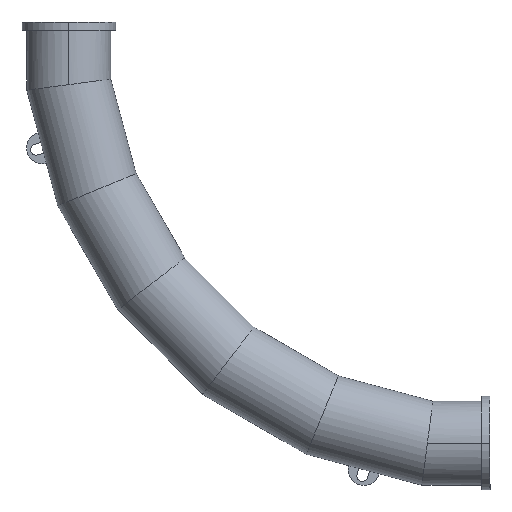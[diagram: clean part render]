
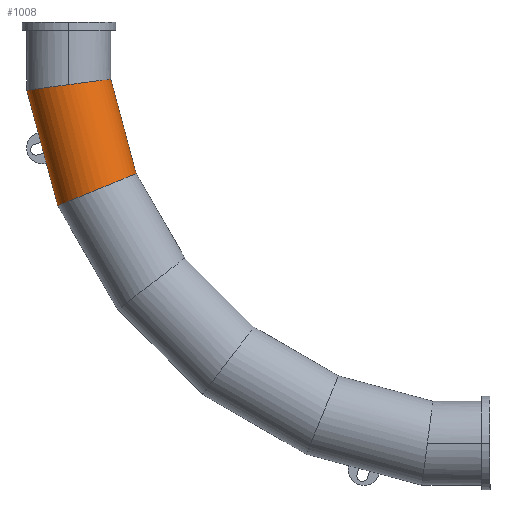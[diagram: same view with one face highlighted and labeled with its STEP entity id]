
A CAD part, left-side view. The second image highlights one B-rep face of the part: STEP entity #1008.
In plain terms, the highlighted cylindrical face has radius 152.5 mm (diameter 305 mm), a partial arc.
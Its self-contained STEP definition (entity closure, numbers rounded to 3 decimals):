
#59 = CARTESIAN_POINT ( 'NONE',  ( -5., 81.231, -483.218 ) ) ;
#120 = CARTESIAN_POINT ( 'NONE',  ( 0., 111.075, -372.158 ) ) ;
#121 = EDGE_CURVE ( 'Defeatured_0_18+Defeatured_0_14+Defeatured_0_19+Defeatured_0_16', #859, #145, #1150, .T. ) ;
#127 = CARTESIAN_POINT ( 'NONE',  ( 0., 147.304, -236.949 ) ) ;
#145 = VERTEX_POINT ( 'NONE', #2709 ) ;
#164 = CARTESIAN_POINT ( 'NONE',  ( 0., -147.304, -158.009 ) ) ;
#182 = CARTESIAN_POINT ( 'NONE',  ( 0., -244.33, -520.116 ) ) ;
#217 = AXIS2_PLACEMENT_3D ( 'NONE', #225, #488, #967 ) ;
#225 = CARTESIAN_POINT ( 'NONE',  ( 0., -45.935, -368.91 ) ) ;
#292 = CARTESIAN_POINT ( 'NONE',  ( -152.5, 0., -197.479 ) ) ;
#324 = DIRECTION ( 'NONE',  ( 0., -0.259, -0.966 ) ) ;
#343 = CARTESIAN_POINT ( 'NONE',  ( -5., 101.29, -408.359 ) ) ;
#394 = CIRCLE ( 'NONE', #217, 152.5 ) ;
#408 = CYLINDRICAL_SURFACE ( 'NONE', #1074, 152.5 ) ;
#433 = VERTEX_POINT ( 'NONE', #653 ) ;
#452 = ORIENTED_EDGE ( 'NONE', *, *, #2015, .F. ) ;
#468 =( BOUNDED_CURVE ( )  B_SPLINE_CURVE ( 3, ( #2216, #1964, #1514, #758 ),
 .UNSPECIFIED., .F., .T. ) 
 B_SPLINE_CURVE_WITH_KNOTS ( ( 4, 4 ),
 ( 1.571, 3.142 ),
 .UNSPECIFIED. ) 
 CURVE ( )  GEOMETRIC_REPRESENTATION_ITEM ( )  RATIONAL_B_SPLINE_CURVE ( ( 1., 0.805, 0.805, 1. ) ) 
 REPRESENTATION_ITEM ( '' )  );
#488 = DIRECTION ( 'NONE',  ( 0., 0.259, 0.966 ) ) ;
#550 = LINE ( 'NONE', #2843, #2593 ) ;
#552 = ORIENTED_EDGE ( 'NONE', *, *, #1544, .F. ) ;
#576 = LINE ( 'NONE', #164, #2098 ) ;
#586 = EDGE_CURVE ( 'Defeatured_0_14+Defeatured_0_13+Defeatured_0_13+Defeatured_0_13', #433, #1584, #468, .T. ) ;
#599 =( BOUNDED_CURVE ( )  B_SPLINE_CURVE ( 3, ( #2073, #2228, #2276, #1156 ),
 .UNSPECIFIED., .F., .T. ) 
 B_SPLINE_CURVE_WITH_KNOTS ( ( 4, 4 ),
 ( 3.142, 6.283 ),
 .UNSPECIFIED. ) 
 CURVE ( )  GEOMETRIC_REPRESENTATION_ITEM ( )  RATIONAL_B_SPLINE_CURVE ( ( 1., 0.333, 0.333, 1. ) ) 
 REPRESENTATION_ITEM ( '' )  );
#653 = CARTESIAN_POINT ( 'NONE',  ( -152.5, 0., -197.479 ) ) ;
#656 = EDGE_CURVE ( 'Defeatured_0_16+Defeatured_0_14+Defeatured_0_17+Defeatured_0_18', #2499, #960, #2366, .T. ) ;
#746 = CARTESIAN_POINT ( 'NONE',  ( 0., 111.075, -372.158 ) ) ;
#758 = CARTESIAN_POINT ( 'NONE',  ( 0., 152.5, -217.556 ) ) ;
#786 = CARTESIAN_POINT ( 'NONE',  ( -89.332, -152.5, -177.402 ) ) ;
#788 = ORIENTED_EDGE ( 'NONE', *, *, #2238, .F. ) ;
#791 = ORIENTED_EDGE ( 'NONE', *, *, #1481, .T. ) ;
#840 = LINE ( 'NONE', #2418, #2325 ) ;
#859 = VERTEX_POINT ( 'NONE', #343 ) ;
#869 = DIRECTION ( 'NONE',  ( 0., -0.259, -0.966 ) ) ;
#908 = EDGE_CURVE ( 'Defeatured_0_16+Defeatured_0_14+Defeatured_0_18+Defeatured_0_17', #145, #1196, #1870, .T. ) ;
#960 = VERTEX_POINT ( 'NONE', #2838 ) ;
#967 = DIRECTION ( 'NONE',  ( 0., -0.966, 0.259 ) ) ;
#1000 = CARTESIAN_POINT ( 'NONE',  ( -3.333, 81.284, -483.232 ) ) ;
#1008 = ADVANCED_FACE ( 'Defeatured_0_14', ( #2568 ), #408, .T. ) ;
#1012 = CARTESIAN_POINT ( 'NONE',  ( 0., 147.304, -236.949 ) ) ;
#1074 = AXIS2_PLACEMENT_3D ( 'NONE', #2430, #2220, #1256 ) ;
#1150 = LINE ( 'NONE', #2913, #1601 ) ;
#1156 = CARTESIAN_POINT ( 'NONE',  ( 0., 39.885, -637.841 ) ) ;
#1167 = CARTESIAN_POINT ( 'NONE',  ( 0., -152.5, -177.402 ) ) ;
#1196 = VERTEX_POINT ( 'NONE', #746 ) ;
#1256 = DIRECTION ( 'NONE',  ( 0., -0.966, 0.259 ) ) ;
#1304 = DIRECTION ( 'NONE',  ( 0., 0.259, 0.966 ) ) ;
#1332 =( BOUNDED_CURVE ( )  B_SPLINE_CURVE ( 3, ( #1989, #786, #2683, #292 ),
 .UNSPECIFIED., .F., .T. ) 
 B_SPLINE_CURVE_WITH_KNOTS ( ( 4, 4 ),
 ( 0., 1.571 ),
 .UNSPECIFIED. ) 
 CURVE ( )  GEOMETRIC_REPRESENTATION_ITEM ( )  RATIONAL_B_SPLINE_CURVE ( ( 1., 0.805, 0.805, 1. ) ) 
 REPRESENTATION_ITEM ( '' )  );
#1345 = CARTESIAN_POINT ( 'NONE',  ( -1.667, 111.075, -372.158 ) ) ;
#1480 = VERTEX_POINT ( 'NONE', #2059 ) ;
#1481 = EDGE_CURVE ( 'NONE', #2062, #1480, #2519, .T. ) ;
#1514 = CARTESIAN_POINT ( 'NONE',  ( -89.332, 152.5, -217.556 ) ) ;
#1544 = EDGE_CURVE ( 'Defeatured_0_21+Defeatured_0_14+Defeatured_0_18+Defeatured_0_17', #3072, #1480, #2006, .T. ) ;
#1579 = EDGE_CURVE ( 'NONE', #3007, #2017, #576, .T. ) ;
#1580 = CARTESIAN_POINT ( 'NONE',  ( 0., 39.885, -637.841 ) ) ;
#1584 = VERTEX_POINT ( 'NONE', #1850 ) ;
#1586 = DIRECTION ( 'NONE',  ( 0., -0.259, -0.966 ) ) ;
#1601 = VECTOR ( 'NONE', #1304, 1000. ) ;
#1611 = ORIENTED_EDGE ( 'NONE', *, *, #656, .F. ) ;
#1636 = ORIENTED_EDGE ( 'NONE', *, *, #121, .F. ) ;
#1835 = CARTESIAN_POINT ( 'NONE',  ( 0., -56.288, -407.547 ) ) ;
#1850 = CARTESIAN_POINT ( 'NONE',  ( 0., 152.5, -217.556 ) ) ;
#1870 = B_SPLINE_CURVE_WITH_KNOTS ( 'NONE', 3,
 ( #2277, #2511, #1345, #120 ),
 .UNSPECIFIED., .F., .F.,
 ( 4, 4 ),
 ( 0., 0.005 ),
 .UNSPECIFIED. ) ;
#1887 = ORIENTED_EDGE ( 'NONE', *, *, #2764, .F. ) ;
#1964 = CARTESIAN_POINT ( 'NONE',  ( -152.5, 89.332, -209.24 ) ) ;
#1989 = CARTESIAN_POINT ( 'NONE',  ( 0., -152.5, -177.402 ) ) ;
#2006 = CIRCLE ( 'NONE', #2738, 152.5 ) ;
#2015 = EDGE_CURVE ( 'Defeatured_0_18+Defeatured_0_14+Defeatured_0_16+Defeatured_0_21', #960, #3072, #550, .T. ) ;
#2017 = VERTEX_POINT ( 'NONE', #182 ) ;
#2050 = ORIENTED_EDGE ( 'NONE', *, *, #2706, .T. ) ;
#2059 = CARTESIAN_POINT ( 'NONE',  ( 0., 91.016, -447.017 ) ) ;
#2060 = VECTOR ( 'NONE', #2301, 1000. ) ;
#2062 = VERTEX_POINT ( 'NONE', #2348 ) ;
#2069 = DIRECTION ( 'NONE',  ( 0., 0.966, -0.259 ) ) ;
#2073 = CARTESIAN_POINT ( 'NONE',  ( 0., -244.33, -520.116 ) ) ;
#2098 = VECTOR ( 'NONE', #869, 1000. ) ;
#2179 = CARTESIAN_POINT ( 'NONE',  ( 0., 81.31, -483.239 ) ) ;
#2216 = CARTESIAN_POINT ( 'NONE',  ( -152.5, 0., -197.479 ) ) ;
#2220 = DIRECTION ( 'NONE',  ( 0., -0.259, -0.966 ) ) ;
#2228 = CARTESIAN_POINT ( 'NONE',  ( -305., -244.33, -520.116 ) ) ;
#2238 = EDGE_CURVE ( 'Defeatured_0_19+Defeatured_0_14+Defeatured_0_17+Defeatured_0_18', #2062, #859, #394, .T. ) ;
#2241 = EDGE_LOOP ( 'NONE', ( #2841, #2050, #2279, #1636, #788, #791, #552, #452, #1611, #2521, #1887, #2321, #2673 ) ) ;
#2276 = CARTESIAN_POINT ( 'NONE',  ( -305., 39.885, -637.841 ) ) ;
#2277 = CARTESIAN_POINT ( 'NONE',  ( -5., 110.995, -372.137 ) ) ;
#2279 = ORIENTED_EDGE ( 'NONE', *, *, #908, .F. ) ;
#2301 = DIRECTION ( 'NONE',  ( 0., -0.259, -0.966 ) ) ;
#2321 = ORIENTED_EDGE ( 'NONE', *, *, #1579, .F. ) ;
#2324 = EDGE_CURVE ( 'Defeatured_0_14+Defeatured_0_13+Defeatured_0_13+Defeatured_0_13', #3007, #433, #1332, .T. ) ;
#2325 = VECTOR ( 'NONE', #324, 1000. ) ;
#2348 = CARTESIAN_POINT ( 'NONE',  ( 0., 101.369, -408.38 ) ) ;
#2366 = B_SPLINE_CURVE_WITH_KNOTS ( 'NONE', 3,
 ( #2179, #2402, #1000, #59 ),
 .UNSPECIFIED., .F., .F.,
 ( 4, 4 ),
 ( 0.005, 0.01 ),
 .UNSPECIFIED. ) ;
#2398 = VECTOR ( 'NONE', #2474, 1000. ) ;
#2402 = CARTESIAN_POINT ( 'NONE',  ( -1.667, 81.31, -483.239 ) ) ;
#2418 = CARTESIAN_POINT ( 'NONE',  ( 0., 147.304, -236.949 ) ) ;
#2430 = CARTESIAN_POINT ( 'NONE',  ( 0., 0., -197.479 ) ) ;
#2474 = DIRECTION ( 'NONE',  ( 0., -0.259, -0.966 ) ) ;
#2499 = VERTEX_POINT ( 'NONE', #2680 ) ;
#2511 = CARTESIAN_POINT ( 'NONE',  ( -3.333, 111.048, -372.151 ) ) ;
#2519 = LINE ( 'NONE', #127, #2060 ) ;
#2521 = ORIENTED_EDGE ( 'NONE', *, *, #2722, .T. ) ;
#2568 = FACE_OUTER_BOUND ( 'NONE', #2241, .T. ) ;
#2591 = DIRECTION ( 'NONE',  ( 0., 0.259, 0.966 ) ) ;
#2593 = VECTOR ( 'NONE', #2591, 1000. ) ;
#2652 = VERTEX_POINT ( 'NONE', #1580 ) ;
#2673 = ORIENTED_EDGE ( 'NONE', *, *, #2324, .T. ) ;
#2680 = CARTESIAN_POINT ( 'NONE',  ( 0., 81.31, -483.239 ) ) ;
#2683 = CARTESIAN_POINT ( 'NONE',  ( -152.5, -89.332, -185.718 ) ) ;
#2706 = EDGE_CURVE ( 'NONE', #1584, #1196, #2802, .T. ) ;
#2709 = CARTESIAN_POINT ( 'NONE',  ( -5., 110.995, -372.137 ) ) ;
#2722 = EDGE_CURVE ( 'NONE', #2499, #2652, #840, .T. ) ;
#2738 = AXIS2_PLACEMENT_3D ( 'NONE', #1835, #1586, #2069 ) ;
#2764 = EDGE_CURVE ( 'Defeatured_0_15+Defeatured_0_14+Defeatured_0_14+Defeatured_0_14', #2017, #2652, #599, .T. ) ;
#2802 = LINE ( 'NONE', #1012, #2398 ) ;
#2838 = CARTESIAN_POINT ( 'NONE',  ( -5., 81.231, -483.218 ) ) ;
#2841 = ORIENTED_EDGE ( 'NONE', *, *, #586, .T. ) ;
#2843 = CARTESIAN_POINT ( 'NONE',  ( -5., 147.224, -236.927 ) ) ;
#2878 = CARTESIAN_POINT ( 'NONE',  ( -5., 90.937, -446.996 ) ) ;
#2913 = CARTESIAN_POINT ( 'NONE',  ( -5., 147.224, -236.927 ) ) ;
#3007 = VERTEX_POINT ( 'NONE', #1167 ) ;
#3072 = VERTEX_POINT ( 'NONE', #2878 ) ;
